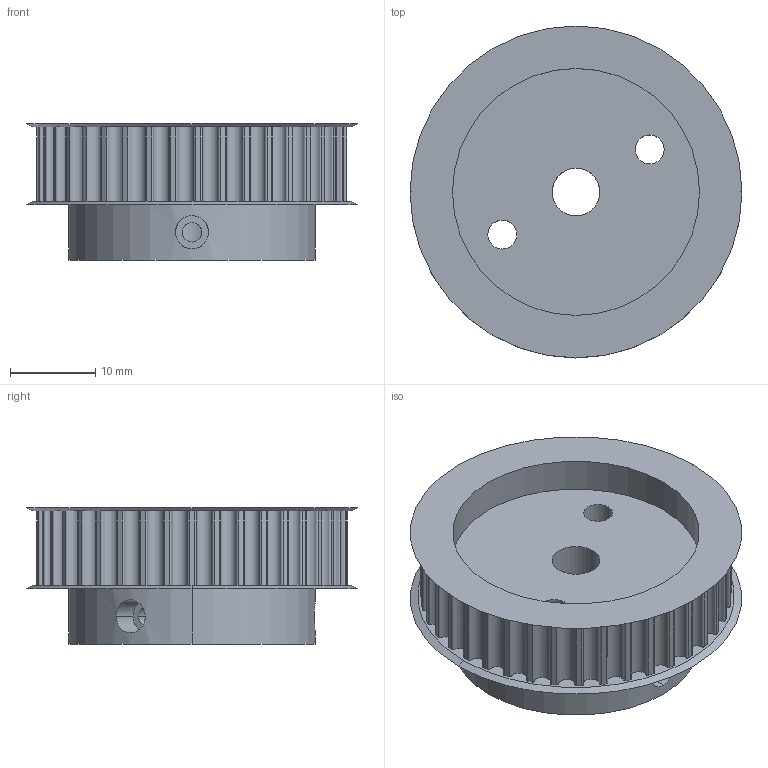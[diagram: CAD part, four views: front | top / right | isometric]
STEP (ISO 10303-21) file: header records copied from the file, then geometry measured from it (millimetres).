
FILE_DESCRIPTION (( 'STEP AP214' ), '1' );
FILE_NAME ('MirrorHTD (39 Teeth) - Middle1.STEP', '2023-12-11T13:49:49', ( '' ), ( '' ), 'SwSTEP 2.0', 'SolidWorks 2023', '' );
FILE_SCHEMA (( 'AUTOMOTIVE_DESIGN' ));
Length unit declared in the file: millimetre
Products named in the file (1): MirrorHTD (39 Teeth) - Middle1_GearTrax
Bounding box: 38.97 x 38.97 x 16 mm (x, y, z)
Volume: 10167.6 mm3; surface area: 5867.1 mm2
Topology: 1 solids, 1 shells, 108 faces, 300 edges, 200 vertices
Faces by surface type: cylinder 57, bspline 39, plane 8, cone 4
Entity records: 16887 total; most frequent: CARTESIAN_POINT 14244, ORIENTED_EDGE 600, DIRECTION 468, EDGE_CURVE 300, VERTEX_POINT 200, AXIS2_PLACEMENT_3D 184, EDGE_LOOP 124, CIRCLE 114
